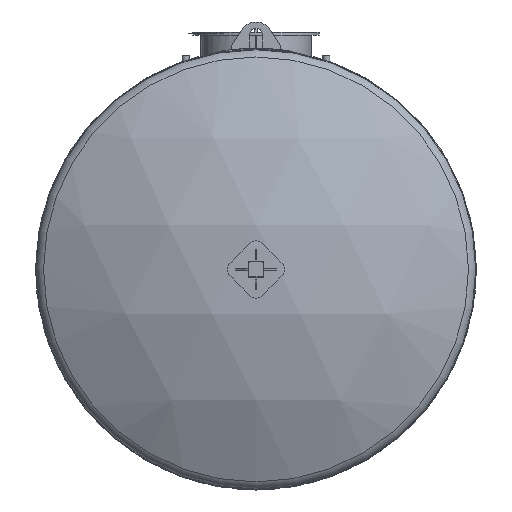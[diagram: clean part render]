
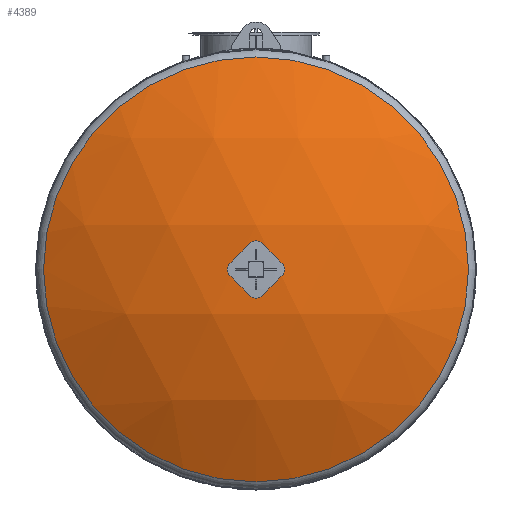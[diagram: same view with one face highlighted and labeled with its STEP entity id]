
A CAD part, left-side view. The second image highlights one B-rep face of the part: STEP entity #4389.
In plain terms, the highlighted spherical face has radius 2515 mm.
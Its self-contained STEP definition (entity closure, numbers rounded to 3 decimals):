
#34=SPHERICAL_SURFACE('',#4818,2515.);
#1158=FACE_OUTER_BOUND('',#1403,.T.);
#1403=EDGE_LOOP('',(#3249));
#1620=CIRCLE('',#4816,1208.955);
#1888=VERTEX_POINT('',#7102);
#2430=EDGE_CURVE('',#1888,#1888,#1620,.T.);
#3249=ORIENTED_EDGE('',*,*,#2430,.T.);
#4389=ADVANCED_FACE('',(#1158),#34,.T.);
#4816=AXIS2_PLACEMENT_3D('',#7103,#5551,#5552);
#4818=AXIS2_PLACEMENT_3D('',#7105,#5555,#5556);
#5551=DIRECTION('center_axis',(-1.,0.,0.));
#5552=DIRECTION('ref_axis',(0.,-1.,0.));
#5555=DIRECTION('center_axis',(0.,0.,1.));
#5556=DIRECTION('ref_axis',(0.,-1.,0.));
#7102=CARTESIAN_POINT('',(-110.251,0.,1208.955));
#7103=CARTESIAN_POINT('Origin',(-110.251,0.,0.));
#7105=CARTESIAN_POINT('Origin',(2095.118,0.,0.));
